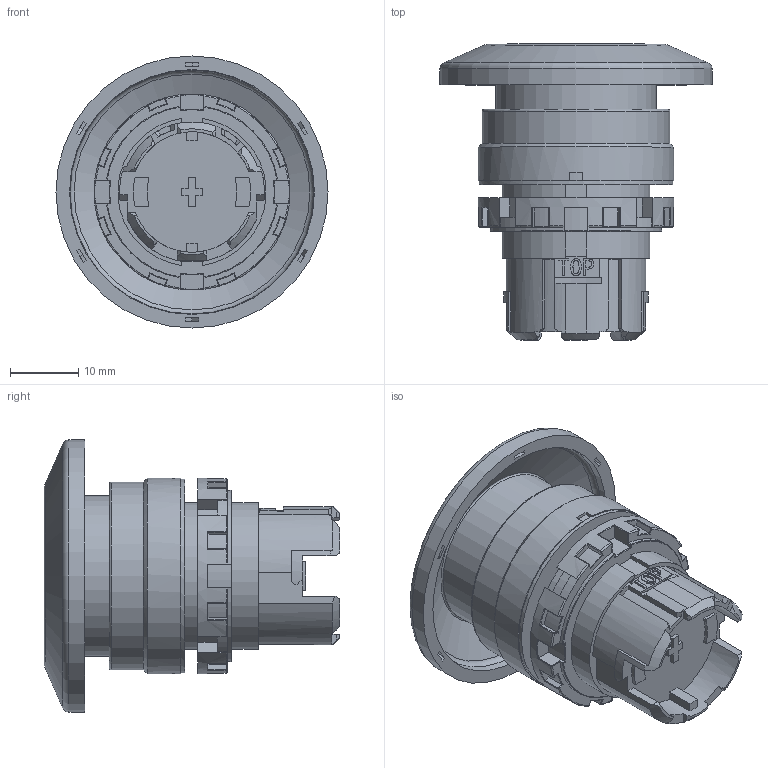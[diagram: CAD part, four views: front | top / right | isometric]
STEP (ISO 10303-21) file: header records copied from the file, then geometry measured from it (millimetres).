
FILE_DESCRIPTION( ( 'Unknown' ), '1' );
FILE_NAME( 'A20B-M4Ex-Solid3D-20180706.stp', 'Unknown', ( 'Unknown' ), ( 'Unknown' ), 'XStep 1.0', 'Unknown', ' ' );
FILE_SCHEMA( ( 'automotive_design' ) );
Length unit declared in the file: millimetre
Products named in the file (1): BA20BM0207-AP2B促動件(凸頭9
Bounding box: 40 x 43.49 x 40 mm (x, y, z)
Surface area: 7721.4 mm2 (no closed solid volume)
Topology: 0 solids, 1 shells, 462 faces, 1216 edges, 766 vertices
Faces by surface type: plane 235, cylinder 124, torus 49, bspline 25, cone 11, extrusion 10, sphere 8
Full cylindrical faces by diameter (mm): 23.6 x1, 27.6 x1, 28.5 x1, 40 x1
Entity records: 19000 total; most frequent: CARTESIAN_POINT 4077, ORIENTED_EDGE 2368, DIRECTION 2319, EDGE_CURVE 1184, AXIS2_PLACEMENT_3D 829, VERTEX_POINT 759, VECTOR 661, LINE 651
